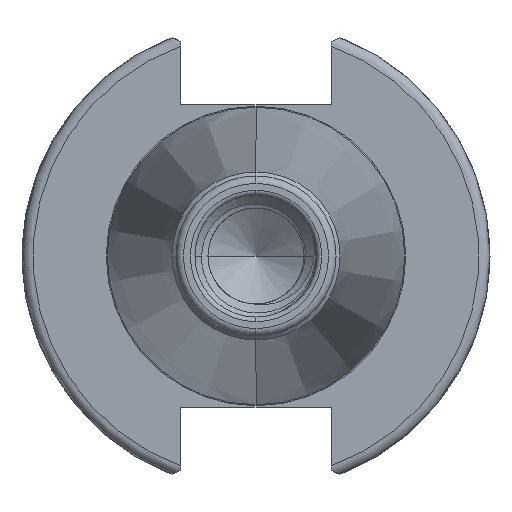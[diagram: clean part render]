
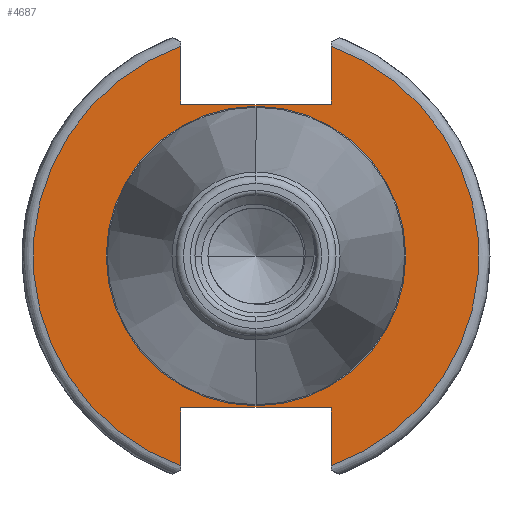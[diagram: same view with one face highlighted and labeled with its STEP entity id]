
A CAD part, left-side view. The second image highlights one B-rep face of the part: STEP entity #4687.
In plain terms, the highlighted planar face has unit normal (-1, 0, 0).
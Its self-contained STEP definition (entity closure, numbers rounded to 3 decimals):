
#11 = EDGE_CURVE ( 'NONE', #2419, #2442, #3877, .T. ) ;
#18 = EDGE_CURVE ( 'NONE', #2422, #2415, #205, .T. ) ;
#23 = CIRCLE ( 'NONE', #1304, 0.1 ) ;
#34 = EDGE_CURVE ( 'NONE', #2419, #2406, #197, .T. ) ;
#41 = EDGE_CURVE ( 'NONE', #2045, #740, #193, .T. ) ;
#52 = EDGE_CURVE ( 'NONE', #2406, #2416, #3840, .T. ) ;
#107 = CIRCLE ( 'NONE', #2183, 23.9 ) ;
#114 = EDGE_CURVE ( 'NONE', #2428, #2430, #107, .T. ) ;
#126 = EDGE_CURVE ( 'NONE', #2430, #2426, #4238, .T. ) ;
#141 = EDGE_CURVE ( 'NONE', #2422, #2417, #4482, .T. ) ;
#179 = EDGE_CURVE ( 'NONE', #2416, #2417, #23, .T. ) ;
#193 = CIRCLE ( 'NONE', #1081, 16.062 ) ;
#197 = CIRCLE ( 'NONE', #1086, 23.9 ) ;
#205 = CIRCLE ( 'NONE', #1096, 0.1 ) ;
#238 = EDGE_CURVE ( 'NONE', #2443, #2442, #2514, .T. ) ;
#267 = EDGE_CURVE ( 'NONE', #2428, #2415, #3526, .T. ) ;
#268 = EDGE_CURVE ( 'NONE', #2426, #2444, #2508, .T. ) ;
#350 = EDGE_CURVE ( 'NONE', #740, #2045, #2480, .T. ) ;
#355 = EDGE_CURVE ( 'NONE', #2444, #2443, #1783, .T. ) ;
#421 = ORIENTED_EDGE ( 'NONE', *, *, #126, .T. ) ;
#449 = ORIENTED_EDGE ( 'NONE', *, *, #268, .T. ) ;
#491 = ORIENTED_EDGE ( 'NONE', *, *, #114, .T. ) ;
#496 = ORIENTED_EDGE ( 'NONE', *, *, #355, .T. ) ;
#668 = ORIENTED_EDGE ( 'NONE', *, *, #41, .F. ) ;
#669 = ORIENTED_EDGE ( 'NONE', *, *, #350, .F. ) ;
#671 = ORIENTED_EDGE ( 'NONE', *, *, #267, .F. ) ;
#672 = ORIENTED_EDGE ( 'NONE', *, *, #141, .F. ) ;
#673 = ORIENTED_EDGE ( 'NONE', *, *, #18, .T. ) ;
#675 = ORIENTED_EDGE ( 'NONE', *, *, #179, .T. ) ;
#740 = VERTEX_POINT ( 'NONE', #1833 ) ;
#741 = ORIENTED_EDGE ( 'NONE', *, *, #238, .T. ) ;
#742 = ORIENTED_EDGE ( 'NONE', *, *, #11, .F. ) ;
#744 = ORIENTED_EDGE ( 'NONE', *, *, #34, .T. ) ;
#748 = ORIENTED_EDGE ( 'NONE', *, *, #52, .T. ) ;
#1081 = AXIS2_PLACEMENT_3D ( 'NONE', #1119, #1115, #1114 ) ;
#1082 = VECTOR ( 'NONE', #3886, 1000. ) ;
#1086 = AXIS2_PLACEMENT_3D ( 'NONE', #1131, #1130, #1129 ) ;
#1096 = AXIS2_PLACEMENT_3D ( 'NONE', #3927, #3941, #3938 ) ;
#1114 = DIRECTION ( 'NONE',  ( 0., 0., 1. ) ) ;
#1115 = DIRECTION ( 'NONE',  ( -1., 0., 0. ) ) ;
#1119 = CARTESIAN_POINT ( 'NONE',  ( -4., 0., 0. ) ) ;
#1129 = DIRECTION ( 'NONE',  ( 0., 0., 1. ) ) ;
#1130 = DIRECTION ( 'NONE',  ( -1., 0., 0. ) ) ;
#1131 = CARTESIAN_POINT ( 'NONE',  ( -4., 0., 0. ) ) ;
#1304 = AXIS2_PLACEMENT_3D ( 'NONE', #2618, #2619, #2620 ) ;
#1324 = CARTESIAN_POINT ( 'NONE',  ( -4., -8.075, -22.495 ) ) ;
#1327 = CARTESIAN_POINT ( 'NONE',  ( -4., 7.975, 16.2 ) ) ;
#1331 = CARTESIAN_POINT ( 'NONE',  ( -4., 8.075, -16.3 ) ) ;
#1333 = CARTESIAN_POINT ( 'NONE',  ( -4., 8.075, 22.495 ) ) ;
#1335 = CARTESIAN_POINT ( 'NONE',  ( -4., 8.075, -22.495 ) ) ;
#1347 = CARTESIAN_POINT ( 'NONE',  ( -4., -8.075, -16.3 ) ) ;
#1348 = CARTESIAN_POINT ( 'NONE',  ( -4., -7.975, -16.2 ) ) ;
#1349 = CARTESIAN_POINT ( 'NONE',  ( -4., 7.975, -16.2 ) ) ;
#1413 = PLANE ( 'NONE',  #4645 ) ;
#1414 = CARTESIAN_POINT ( 'NONE',  ( -4., 16.062, 0. ) ) ;
#1415 = DIRECTION ( 'NONE',  ( 1., 0., 0. ) ) ;
#1416 = DIRECTION ( 'NONE',  ( 0., 0., -1. ) ) ;
#1600 = CARTESIAN_POINT ( 'NONE',  ( -4., 0., 0. ) ) ;
#1601 = DIRECTION ( 'NONE',  ( -1., 0., 0. ) ) ;
#1602 = DIRECTION ( 'NONE',  ( 0., 0., 1. ) ) ;
#1783 = LINE ( 'NONE', #1784, #2092 ) ;
#1784 = CARTESIAN_POINT ( 'NONE',  ( -4., -8.075, -16.2 ) ) ;
#1785 = DIRECTION ( 'NONE',  ( 0., -1., 0. ) ) ;
#1833 = CARTESIAN_POINT ( 'NONE',  ( -4., 0., 16.062 ) ) ;
#1842 = CARTESIAN_POINT ( 'NONE',  ( -4., 0., -16.062 ) ) ;
#1894 = CARTESIAN_POINT ( 'NONE',  ( -4., -8.075, 22.495 ) ) ;
#1903 = CARTESIAN_POINT ( 'NONE',  ( -4., 8.075, 16.3 ) ) ;
#1904 = CARTESIAN_POINT ( 'NONE',  ( -4., -8.075, 16.3 ) ) ;
#1905 = CARTESIAN_POINT ( 'NONE',  ( -4., -7.975, 16.2 ) ) ;
#2045 = VERTEX_POINT ( 'NONE', #1842 ) ;
#2092 = VECTOR ( 'NONE', #1785, 1000. ) ;
#2136 = VECTOR ( 'NONE', #3838, 1000. ) ;
#2162 = VECTOR ( 'NONE', #4240, 1000. ) ;
#2183 = AXIS2_PLACEMENT_3D ( 'NONE', #4201, #4202, #4203 ) ;
#2406 = VERTEX_POINT ( 'NONE', #1894 ) ;
#2415 = VERTEX_POINT ( 'NONE', #1903 ) ;
#2416 = VERTEX_POINT ( 'NONE', #1904 ) ;
#2417 = VERTEX_POINT ( 'NONE', #1905 ) ;
#2419 = VERTEX_POINT ( 'NONE', #1324 ) ;
#2422 = VERTEX_POINT ( 'NONE', #1327 ) ;
#2426 = VERTEX_POINT ( 'NONE', #1331 ) ;
#2428 = VERTEX_POINT ( 'NONE', #1333 ) ;
#2430 = VERTEX_POINT ( 'NONE', #1335 ) ;
#2442 = VERTEX_POINT ( 'NONE', #1347 ) ;
#2443 = VERTEX_POINT ( 'NONE', #1348 ) ;
#2444 = VERTEX_POINT ( 'NONE', #1349 ) ;
#2480 = CIRCLE ( 'NONE', #4007, 16.062 ) ;
#2508 = CIRCLE ( 'NONE', #3782, 0.1 ) ;
#2514 = CIRCLE ( 'NONE', #3954, 0.1 ) ;
#2618 = CARTESIAN_POINT ( 'NONE',  ( -4., -7.975, 16.3 ) ) ;
#2619 = DIRECTION ( 'NONE',  ( 1., 0., 0. ) ) ;
#2620 = DIRECTION ( 'NONE',  ( 0., 0., -1. ) ) ;
#3525 = CARTESIAN_POINT ( 'NONE',  ( -4., 7.975, -16.3 ) ) ;
#3526 = LINE ( 'NONE', #3527, #3793 ) ;
#3527 = CARTESIAN_POINT ( 'NONE',  ( -4., 8.075, 25.1 ) ) ;
#3528 = DIRECTION ( 'NONE',  ( 0., 0., -1. ) ) ;
#3529 = DIRECTION ( 'NONE',  ( 1., 0., 0. ) ) ;
#3530 = DIRECTION ( 'NONE',  ( 0., 0., -1. ) ) ;
#3679 = CARTESIAN_POINT ( 'NONE',  ( -4., -7.975, -16.3 ) ) ;
#3680 = DIRECTION ( 'NONE',  ( 1., 0., 0. ) ) ;
#3681 = DIRECTION ( 'NONE',  ( 0., 0., -1. ) ) ;
#3782 = AXIS2_PLACEMENT_3D ( 'NONE', #3525, #3529, #3530 ) ;
#3793 = VECTOR ( 'NONE', #3528, 1000. ) ;
#3838 = DIRECTION ( 'NONE',  ( 0., 0., -1. ) ) ;
#3839 = CARTESIAN_POINT ( 'NONE',  ( -4., -8.075, 25.1 ) ) ;
#3840 = LINE ( 'NONE', #3839, #2136 ) ;
#3877 = LINE ( 'NONE', #3887, #1082 ) ;
#3886 = DIRECTION ( 'NONE',  ( 0., 0., 1. ) ) ;
#3887 = CARTESIAN_POINT ( 'NONE',  ( -4., -8.075, -25.1 ) ) ;
#3927 = CARTESIAN_POINT ( 'NONE',  ( -4., 7.975, 16.3 ) ) ;
#3938 = DIRECTION ( 'NONE',  ( 0., 0., -1. ) ) ;
#3941 = DIRECTION ( 'NONE',  ( 1., 0., 0. ) ) ;
#3954 = AXIS2_PLACEMENT_3D ( 'NONE', #3679, #3680, #3681 ) ;
#4003 = VECTOR ( 'NONE', #4484, 1000. ) ;
#4007 = AXIS2_PLACEMENT_3D ( 'NONE', #1600, #1601, #1602 ) ;
#4201 = CARTESIAN_POINT ( 'NONE',  ( -4., 0., 0. ) ) ;
#4202 = DIRECTION ( 'NONE',  ( -1., 0., 0. ) ) ;
#4203 = DIRECTION ( 'NONE',  ( 0., 0., 1. ) ) ;
#4238 = LINE ( 'NONE', #4239, #2162 ) ;
#4239 = CARTESIAN_POINT ( 'NONE',  ( -4., 8.075, -25.1 ) ) ;
#4240 = DIRECTION ( 'NONE',  ( 0., 0., 1. ) ) ;
#4395 = EDGE_LOOP ( 'NONE', ( #491, #421, #449, #496, #741, #742, #744, #748, #675, #672, #673, #671 ) ) ;
#4412 = EDGE_LOOP ( 'NONE', ( #669, #668 ) ) ;
#4482 = LINE ( 'NONE', #4483, #4003 ) ;
#4483 = CARTESIAN_POINT ( 'NONE',  ( -4., -8.075, 16.2 ) ) ;
#4484 = DIRECTION ( 'NONE',  ( 0., -1., 0. ) ) ;
#4645 = AXIS2_PLACEMENT_3D ( 'NONE', #1414, #1415, #1416 ) ;
#4647 = FACE_BOUND ( 'NONE', #4412, .T. ) ;
#4654 = FACE_OUTER_BOUND ( 'NONE', #4395, .T. ) ;
#4687 = ADVANCED_FACE ( 'NONE', ( #4654, #4647 ), #1413, .F. ) ;
